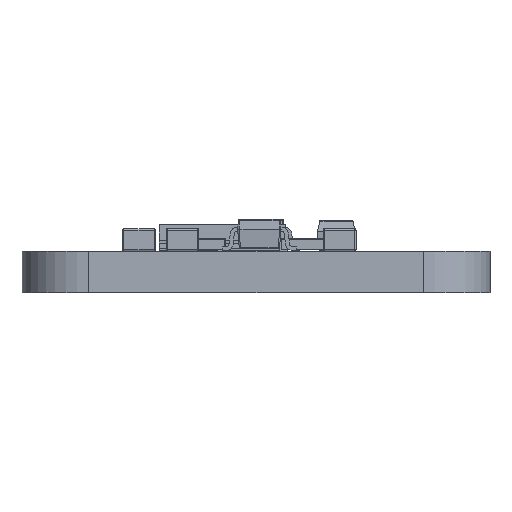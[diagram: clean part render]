
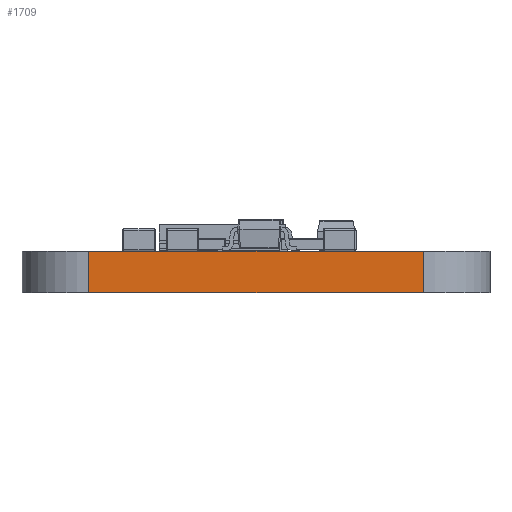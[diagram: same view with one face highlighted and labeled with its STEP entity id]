
A CAD part, left-side view. The second image highlights one B-rep face of the part: STEP entity #1709.
In plain terms, the highlighted planar face has unit normal (-1, 0, 0).
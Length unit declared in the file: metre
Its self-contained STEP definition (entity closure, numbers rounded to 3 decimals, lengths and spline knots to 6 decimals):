
#1709=ADVANCED_FACE('7579:8965',(#3200),#3201,.T.);
#3200=FACE_OUTER_BOUND('',#4873,.T.);
#3201=PLANE('',#4874);
#4873=EDGE_LOOP('',(#9152,#9153,#9154,#9155));
#4874=AXIS2_PLACEMENT_3D('',#9156,#9157,#9158);
#9152=ORIENTED_EDGE('',*,*,#12878,.F.);
#9153=ORIENTED_EDGE('',*,*,#12879,.T.);
#9154=ORIENTED_EDGE('',*,*,#12880,.F.);
#9155=ORIENTED_EDGE('',*,*,#12881,.F.);
#9156=CARTESIAN_POINT('',(0.0,0.01524,0.0));
#9157=DIRECTION('',(-1.0,0.0,0.0));
#9158=DIRECTION('',(0.0,0.0,1.0));
#12878=EDGE_CURVE('7579:9079',#14521,#14522,#14523,.T.);
#12879=EDGE_CURVE('7579:9082',#14521,#14524,#14525,.T.);
#12880=EDGE_CURVE('7579:9085',#14526,#14524,#14527,.T.);
#12881=EDGE_CURVE('7579:9088',#14522,#14526,#14528,.T.);
#14521=VERTEX_POINT('',#16844);
#14522=VERTEX_POINT('',#16845);
#14523=LINE('',#16846,#16847);
#14524=VERTEX_POINT('',#16848);
#14525=LINE('',#16849,#16850);
#14526=VERTEX_POINT('',#16851);
#14527=LINE('',#16852,#16853);
#14528=LINE('',#16854,#16855);
#16844=CARTESIAN_POINT('',(0.0,0.00254,0.0));
#16845=CARTESIAN_POINT('',(0.,0.01524,0.0));
#16846=CARTESIAN_POINT('',(0.0,0.00254,0.0));
#16847=VECTOR('',#25584,0.01);
#16848=CARTESIAN_POINT('',(0.0,0.00254,0.00157));
#16849=CARTESIAN_POINT('',(0.0,0.00254,0.0));
#16850=VECTOR('',#25585,0.01);
#16851=CARTESIAN_POINT('',(0.,0.01524,0.00157));
#16852=CARTESIAN_POINT('',(0.0,0.00254,0.00157));
#16853=VECTOR('',#25586,0.01);
#16854=CARTESIAN_POINT('',(0.,0.01524,0.0));
#16855=VECTOR('',#25587,0.01);
#25584=DIRECTION('',(0.0,1.0,0.0));
#25585=DIRECTION('',(0.0,0.0,1.0));
#25586=DIRECTION('',(0.0,-1.0,0.0));
#25587=DIRECTION('',(0.0,0.0,1.0));
